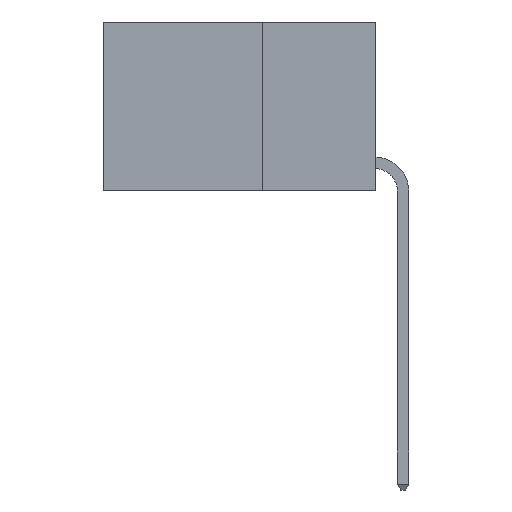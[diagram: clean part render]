
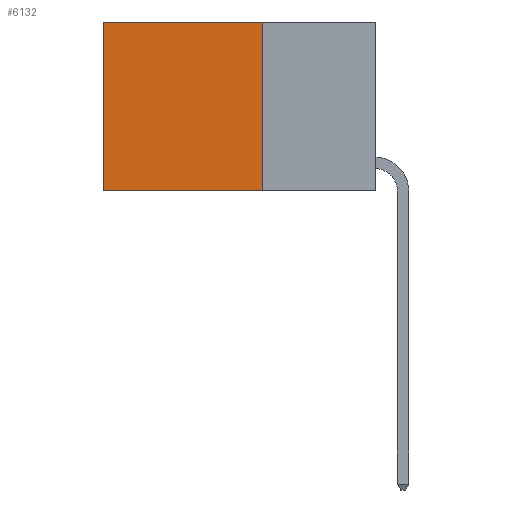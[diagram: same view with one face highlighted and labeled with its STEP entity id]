
A CAD part, left-side view. The second image highlights one B-rep face of the part: STEP entity #6132.
In plain terms, the highlighted planar face has unit normal (-1, 0, 0).
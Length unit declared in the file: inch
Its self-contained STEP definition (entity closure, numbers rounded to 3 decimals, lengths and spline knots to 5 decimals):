
#287 = DIRECTION ( 'NONE',  ( 0., 1., 0. ) ) ;
#366 = VECTOR ( 'NONE', #6339, 39.37008 ) ;
#578 = CARTESIAN_POINT ( 'NONE',  ( 0.2625, 0.25, 0. ) ) ;
#665 = VERTEX_POINT ( 'NONE', #6893 ) ;
#995 = CARTESIAN_POINT ( 'NONE',  ( 0.2625, 0.6, 0. ) ) ;
#1702 = VECTOR ( 'NONE', #11554, 39.37008 ) ;
#1979 = ORIENTED_EDGE ( 'NONE', *, *, #7378, .T. ) ;
#2037 = ORIENTED_EDGE ( 'NONE', *, *, #8707, .F. ) ;
#2110 = ORIENTED_EDGE ( 'NONE', *, *, #3658, .F. ) ;
#2157 = ORIENTED_EDGE ( 'NONE', *, *, #5282, .T. ) ;
#2869 = VERTEX_POINT ( 'NONE', #10879 ) ;
#2979 = LINE ( 'NONE', #10918, #366 ) ;
#3332 = EDGE_LOOP ( 'NONE', ( #1979, #2037, #2110, #2157 ) ) ;
#3501 = PLANE ( 'NONE',  #10928 ) ;
#3658 = EDGE_CURVE ( 'NONE', #2869, #7430, #8201, .T. ) ;
#4119 = VECTOR ( 'NONE', #287, 39.37008 ) ;
#5020 = CARTESIAN_POINT ( 'NONE',  ( 0.2625, 0.25, -0.37 ) ) ;
#5282 = EDGE_CURVE ( 'NONE', #2869, #6421, #11646, .T. ) ;
#5519 = DIRECTION ( 'NONE',  ( 0., 0., -1. ) ) ;
#6132 = ADVANCED_FACE ( 'NONE', ( #10046 ), #3501, .F. ) ;
#6339 = DIRECTION ( 'NONE',  ( 0., 0., -1. ) ) ;
#6421 = VERTEX_POINT ( 'NONE', #995 ) ;
#6433 = CARTESIAN_POINT ( 'NONE',  ( 0.2625, 0.25, -0.37 ) ) ;
#6893 = CARTESIAN_POINT ( 'NONE',  ( 0.2625, 0.6, -0.37 ) ) ;
#7378 = EDGE_CURVE ( 'NONE', #6421, #665, #2979, .T. ) ;
#7430 = VERTEX_POINT ( 'NONE', #6433 ) ;
#7437 = DIRECTION ( 'NONE',  ( 1., 0., 0. ) ) ;
#7797 = VECTOR ( 'NONE', #10207, 39.37008 ) ;
#8201 = LINE ( 'NONE', #578, #7797 ) ;
#8707 = EDGE_CURVE ( 'NONE', #7430, #665, #9127, .T. ) ;
#9127 = LINE ( 'NONE', #5020, #1702 ) ;
#10046 = FACE_OUTER_BOUND ( 'NONE', #3332, .T. ) ;
#10173 = CARTESIAN_POINT ( 'NONE',  ( 0.2625, 0.25, 0. ) ) ;
#10207 = DIRECTION ( 'NONE',  ( 0., 0., -1. ) ) ;
#10879 = CARTESIAN_POINT ( 'NONE',  ( 0.2625, 0.25, 0. ) ) ;
#10918 = CARTESIAN_POINT ( 'NONE',  ( 0.2625, 0.6, 0. ) ) ;
#10928 = AXIS2_PLACEMENT_3D ( 'NONE', #10173, #7437, #5519 ) ;
#11554 = DIRECTION ( 'NONE',  ( 0., 1., 0. ) ) ;
#11646 = LINE ( 'NONE', #11730, #4119 ) ;
#11730 = CARTESIAN_POINT ( 'NONE',  ( 0.2625, 0.25, 0. ) ) ;
